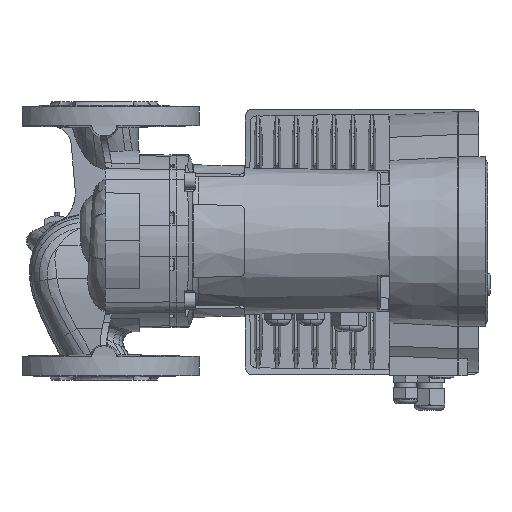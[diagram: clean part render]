
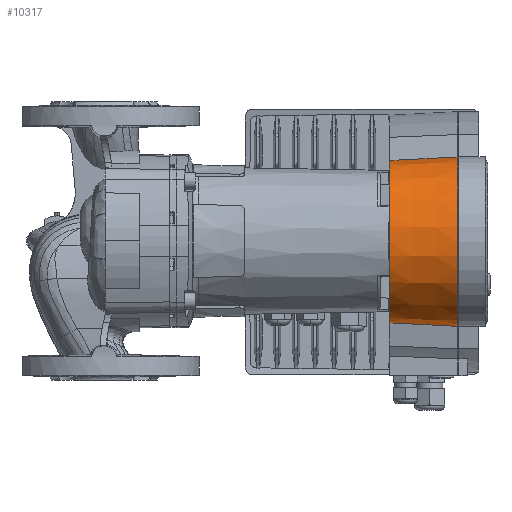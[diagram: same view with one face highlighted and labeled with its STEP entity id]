
A CAD part, top view. The second image highlights one B-rep face of the part: STEP entity #10317.
In plain terms, the highlighted conical face has half-angle 3 degrees and reference radius 67 mm.
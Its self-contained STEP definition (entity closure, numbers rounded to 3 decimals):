
#2683 = B_SPLINE_CURVE_WITH_KNOTS ( 'NONE', 3,
 ( #47179, #47172, #47173, #47180 ),
 .UNSPECIFIED., .F., .F.,
 ( 4, 4 ),
 ( 0.006, 0.054 ),
 .UNSPECIFIED. ) ;
#9258 = VECTOR ( 'NONE', #15004, 1000. ) ;
#9264 = VECTOR ( 'NONE', #15062, 1000. ) ;
#9493 = CIRCLE ( 'NONE', #9500, 67. ) ;
#9500 = AXIS2_PLACEMENT_3D ( 'NONE', #56747, #56748, #56749 ) ;
#9632 = CIRCLE ( 'NONE', #9634, 64.17 ) ;
#9634 = AXIS2_PLACEMENT_3D ( 'NONE', #24453, #24455, #24457 ) ;
#10317 = ADVANCED_FACE ( 'NONE', ( #79697 ), #32776, .T. ) ;
#10567 = EDGE_CURVE ( 'NONE', #64891, #65064, #2683, .T. ) ;
#14197 = B_SPLINE_CURVE_WITH_KNOTS ( 'NONE', 3,
 ( #56241, #56223, #56225, #56244 ),
 .UNSPECIFIED., .F., .F.,
 ( 4, 4 ),
 ( 0.006, 0.054 ),
 .UNSPECIFIED. ) ;
#14981 = LINE ( 'NONE', #14984, #9258 ) ;
#14984 = CARTESIAN_POINT ( 'NONE',  ( 264.5, -67., -271.334 ) ) ;
#15004 = DIRECTION ( 'NONE',  ( 0.999, -0.052, 0. ) ) ;
#15058 = LINE ( 'NONE', #15060, #9264 ) ;
#15060 = CARTESIAN_POINT ( 'NONE',  ( 264.5, 67., -271.334 ) ) ;
#15062 = DIRECTION ( 'NONE',  ( 0.999, 0.052, 0. ) ) ;
#21317 = EDGE_LOOP ( 'NONE', ( #53910, #54605, #55202, #55694, #54668, #55178 ) ) ;
#24453 = CARTESIAN_POINT ( 'NONE',  ( 210.5, 0., -271.334 ) ) ;
#24455 = DIRECTION ( 'NONE',  ( 1., 0., 0. ) ) ;
#24457 = DIRECTION ( 'NONE',  ( 0., -1., 0. ) ) ;
#31327 = AXIS2_PLACEMENT_3D ( 'NONE', #79700, #79699, #79680 ) ;
#31399 = CARTESIAN_POINT ( 'NONE',  ( 210.5, -64.17, -271.334 ) ) ;
#31449 = CARTESIAN_POINT ( 'NONE',  ( 210.5, 64.17, -271.334 ) ) ;
#31479 = CARTESIAN_POINT ( 'NONE',  ( 216.298, -64.474, -271.334 ) ) ;
#31487 = CARTESIAN_POINT ( 'NONE',  ( 264.5, -66.966, -269.208 ) ) ;
#31545 = CARTESIAN_POINT ( 'NONE',  ( 216.298, 64.474, -271.334 ) ) ;
#31556 = CARTESIAN_POINT ( 'NONE',  ( 264.5, 66.966, -269.208 ) ) ;
#32776 = CONICAL_SURFACE ( 'NONE', #31327, 67., 0.052 ) ;
#44406 = EDGE_CURVE ( 'NONE', #63841, #64891, #14981, .T. ) ;
#44410 = EDGE_CURVE ( 'NONE', #64440, #65583, #15058, .T. ) ;
#44618 = EDGE_CURVE ( 'NONE', #65583, #65706, #14197, .T. ) ;
#44668 = EDGE_CURVE ( 'NONE', #65706, #65064, #9493, .T. ) ;
#44820 = EDGE_CURVE ( 'NONE', #64440, #63841, #9632, .T. ) ;
#47172 = CARTESIAN_POINT ( 'NONE',  ( 232.365, -65.316, -270.627 ) ) ;
#47173 = CARTESIAN_POINT ( 'NONE',  ( 248.432, -66.146, -269.918 ) ) ;
#47179 = CARTESIAN_POINT ( 'NONE',  ( 216.298, -64.474, -271.334 ) ) ;
#47180 = CARTESIAN_POINT ( 'NONE',  ( 264.5, -66.966, -269.208 ) ) ;
#53910 = ORIENTED_EDGE ( 'NONE', *, *, #44410, .F. ) ;
#54605 = ORIENTED_EDGE ( 'NONE', *, *, #44820, .T. ) ;
#54668 = ORIENTED_EDGE ( 'NONE', *, *, #44668, .F. ) ;
#55178 = ORIENTED_EDGE ( 'NONE', *, *, #44618, .F. ) ;
#55202 = ORIENTED_EDGE ( 'NONE', *, *, #44406, .T. ) ;
#55694 = ORIENTED_EDGE ( 'NONE', *, *, #10567, .T. ) ;
#56223 = CARTESIAN_POINT ( 'NONE',  ( 232.365, 65.316, -270.627 ) ) ;
#56225 = CARTESIAN_POINT ( 'NONE',  ( 248.432, 66.146, -269.918 ) ) ;
#56241 = CARTESIAN_POINT ( 'NONE',  ( 216.298, 64.474, -271.334 ) ) ;
#56244 = CARTESIAN_POINT ( 'NONE',  ( 264.5, 66.966, -269.208 ) ) ;
#56747 = CARTESIAN_POINT ( 'NONE',  ( 264.5, 0., -271.334 ) ) ;
#56748 = DIRECTION ( 'NONE',  ( 1., 0., 0. ) ) ;
#56749 = DIRECTION ( 'NONE',  ( 0., -1., 0. ) ) ;
#63841 = VERTEX_POINT ( 'NONE', #31399 ) ;
#64440 = VERTEX_POINT ( 'NONE', #31449 ) ;
#64891 = VERTEX_POINT ( 'NONE', #31479 ) ;
#65064 = VERTEX_POINT ( 'NONE', #31487 ) ;
#65583 = VERTEX_POINT ( 'NONE', #31545 ) ;
#65706 = VERTEX_POINT ( 'NONE', #31556 ) ;
#79680 = DIRECTION ( 'NONE',  ( 0., -1., 0. ) ) ;
#79697 = FACE_OUTER_BOUND ( 'NONE', #21317, .T. ) ;
#79699 = DIRECTION ( 'NONE',  ( 1., 0., 0. ) ) ;
#79700 = CARTESIAN_POINT ( 'NONE',  ( 264.5, 0., -271.334 ) ) ;
